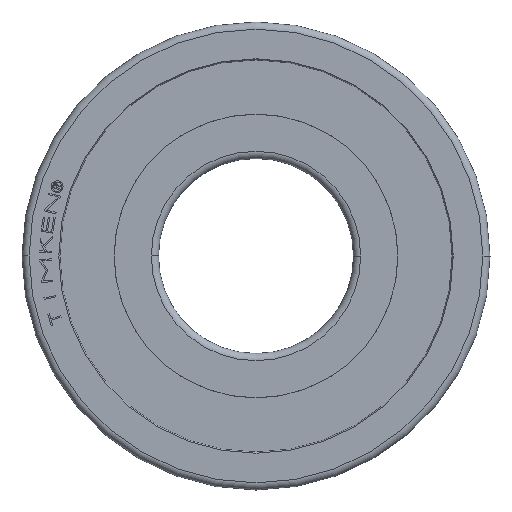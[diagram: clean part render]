
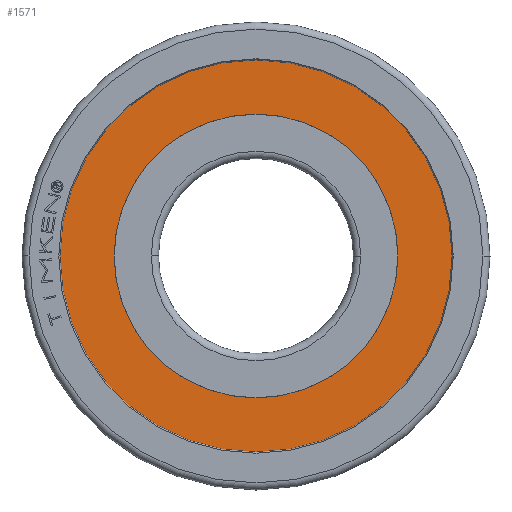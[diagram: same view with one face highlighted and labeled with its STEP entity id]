
A CAD part, left-side view. The second image highlights one B-rep face of the part: STEP entity #1571.
In plain terms, the highlighted planar face has unit normal (-1, 0, 0).
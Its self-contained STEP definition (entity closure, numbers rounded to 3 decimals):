
#1571=ADVANCED_FACE('',(#3207,#3208),#3209,.T.);
#3207=FACE_OUTER_BOUND('',#4835,.T.);
#3208=FACE_BOUND('',#4836,.T.);
#3209=PLANE('',#4837);
#4835=EDGE_LOOP('',(#9873,#9874));
#4836=EDGE_LOOP('',(#9875,#9876));
#4837=AXIS2_PLACEMENT_3D('',#9877,#9878,#9879);
#9873=ORIENTED_EDGE('',*,*,#9889,.F.);
#9874=ORIENTED_EDGE('',*,*,#10031,.F.);
#9875=ORIENTED_EDGE('',*,*,#11883,.T.);
#9876=ORIENTED_EDGE('',*,*,#10037,.T.);
#9877=CARTESIAN_POINT('',(-8.74,26.089,0.));
#9878=DIRECTION('',(-1.0,0.,0.));
#9879=DIRECTION('',(0.,1.0,0.));
#9889=EDGE_CURVE('',#11899,#11901,#11902,.T.);
#10031=EDGE_CURVE('',#11901,#11899,#12152,.T.);
#10037=EDGE_CURVE('',#12160,#12157,#12161,.T.);
#11883=EDGE_CURVE('',#12157,#12160,#14880,.T.);
#11899=VERTEX_POINT('',#14896);
#11901=VERTEX_POINT('',#14898);
#11902=CIRCLE('',#14899,30.342);
#12152=CIRCLE('',#16137,30.342);
#12157=VERTEX_POINT('',#16142);
#12160=VERTEX_POINT('',#16146);
#12161=CIRCLE('',#16147,21.835);
#14880=CIRCLE('',#23037,21.835);
#14896=CARTESIAN_POINT('',(-8.74,30.342,0.));
#14898=CARTESIAN_POINT('',(-8.74,-30.342,0.));
#14899=AXIS2_PLACEMENT_3D('',#23058,#23059,#23060);
#16137=AXIS2_PLACEMENT_3D('',#23241,#23242,#23243);
#16142=CARTESIAN_POINT('',(-8.74,21.835,0.));
#16146=CARTESIAN_POINT('',(-8.74,-21.835,0.));
#16147=AXIS2_PLACEMENT_3D('',#23251,#23252,#23253);
#23037=AXIS2_PLACEMENT_3D('',#24799,#24800,#24801);
#23058=CARTESIAN_POINT('',(-8.74,0.,0.));
#23059=DIRECTION('',(1.0,0.,0.));
#23060=DIRECTION('',(0.,1.0,0.));
#23241=CARTESIAN_POINT('',(-8.74,0.,0.));
#23242=DIRECTION('',(1.0,0.,0.));
#23243=DIRECTION('',(0.,1.0,0.));
#23251=CARTESIAN_POINT('',(-8.74,0.,0.));
#23252=DIRECTION('',(1.0,0.,0.));
#23253=DIRECTION('',(0.,1.0,0.));
#24799=CARTESIAN_POINT('',(-8.74,0.,0.));
#24800=DIRECTION('',(1.0,0.,0.));
#24801=DIRECTION('',(0.,1.0,0.));
